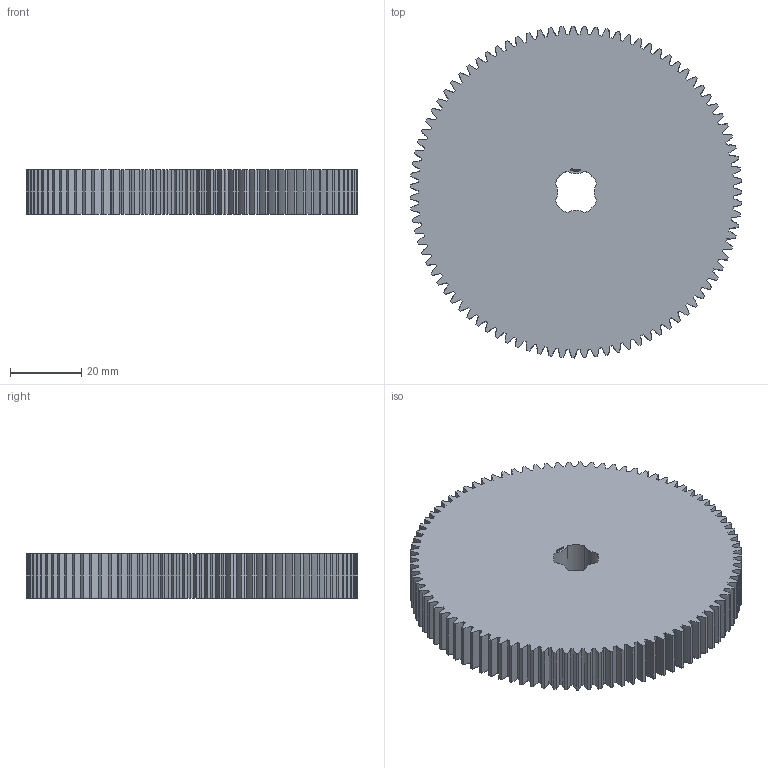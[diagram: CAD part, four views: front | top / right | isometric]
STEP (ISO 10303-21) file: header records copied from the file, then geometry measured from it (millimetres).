
FILE_DESCRIPTION(('FreeCAD Model'),'2;1');
FILE_NAME('Open CASCADE Shape Model','2024-03-11T23:32:11',(''),(''), 'Open CASCADE STEP processor 7.6','FreeCAD','Unknown');
FILE_SCHEMA(('AUTOMOTIVE_DESIGN { 1 0 10303 214 1 1 1 1 }'));
Products named in the file (1): Gear Wheel PLN TTH91 BU01.00 SFT-SHD - SPN-GWH-0344 (stemfie.org)
Bounding box: 92.98 x 93 x 12.5 mm (x, y, z)
Volume: 79677.3 mm3; surface area: 20448.3 mm2
Topology: 1 solids, 1 shells, 835 faces, 2406 edges, 1604 vertices
Faces by surface type: extrusion 488, plane 339, cylinder 8
Entity records: 81334 total; most frequent: CARTESIAN_POINT 30928, DIRECTION 6466, VECTOR 5722, LINE 5234, ORIENTED_EDGE 4812, PCURVE 4812, DEFINITIONAL_REPRESENTATION 4812, B_SPLINE_CURVE_WITH_KNOTS 2440
